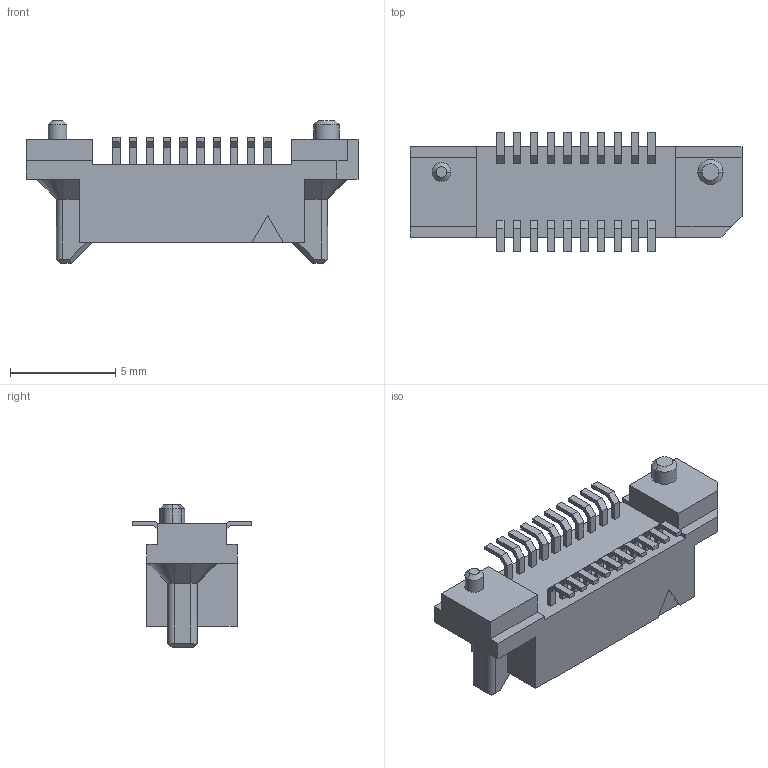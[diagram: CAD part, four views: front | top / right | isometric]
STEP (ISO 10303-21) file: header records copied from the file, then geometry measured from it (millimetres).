
FILE_DESCRIPTION(('OneSpaceDesigner STEP Export'),'2;1');
FILE_NAME('FX6-20P-0.8SV1.stp','2008-03-25T13:05:58',(''),(''),'OneSpace Designer STEP processor for AP214 (Solid Model)','OneSpace Modeling 15.00A 14-Mar-2007 (C) CoCreate Software GmbH','');
FILE_SCHEMA(('AUTOMOTIVE_DESIGN { 1 0 10303 214 1 1 1 1 }'));
Length unit declared in the file: millimetre
Products named in the file (1): FX6-20P-0.8SV1
Bounding box: 15.8 x 5.7 x 6.8 mm (x, y, z)
Volume: 150.8 mm3; surface area: 431.3 mm2
Topology: 1 solids, 1 shells, 258 faces, 682 edges, 448 vertices
Faces by surface type: plane 242, cylinder 8, cone 8
Entity records: 9199 total; most frequent: CARTESIAN_POINT 1373, ORIENTED_EDGE 1364, DIRECTION 1199, EDGE_CURVE 682, VECTOR 651, LINE 651, VERTEX_POINT 448, EDGE_LOOP 280
